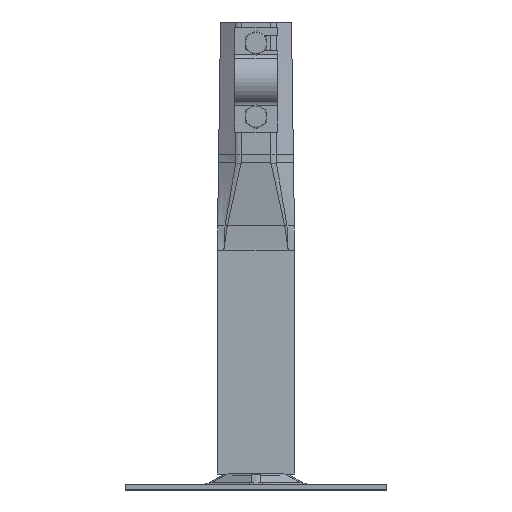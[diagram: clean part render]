
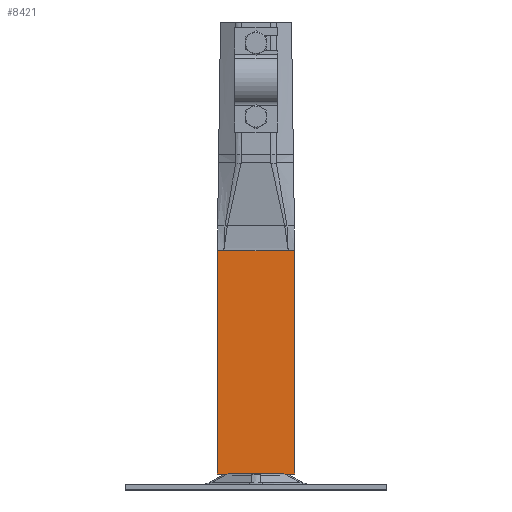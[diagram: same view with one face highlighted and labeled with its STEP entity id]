
A CAD part, top view. The second image highlights one B-rep face of the part: STEP entity #8421.
In plain terms, the highlighted face is planar.
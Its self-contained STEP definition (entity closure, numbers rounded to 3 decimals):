
#75 = VECTOR ( 'NONE', #6506, 1000. ) ;
#364 = ORIENTED_EDGE ( 'NONE', *, *, #2354, .T. ) ;
#598 = CARTESIAN_POINT ( 'NONE',  ( 0., 2., 14.75 ) ) ;
#679 = CARTESIAN_POINT ( 'NONE',  ( 85., 2., -12.25 ) ) ;
#971 = LINE ( 'NONE', #3649, #4112 ) ;
#1006 = CARTESIAN_POINT ( 'NONE',  ( 85., 2., 12.25 ) ) ;
#1042 = DIRECTION ( 'NONE',  ( 0., 0., -1. ) ) ;
#1116 = VERTEX_POINT ( 'NONE', #1006 ) ;
#1198 = FACE_OUTER_BOUND ( 'NONE', #3847, .T. ) ;
#1264 = VERTEX_POINT ( 'NONE', #6955 ) ;
#1939 = ORIENTED_EDGE ( 'NONE', *, *, #4887, .T. ) ;
#1984 = ORIENTED_EDGE ( 'NONE', *, *, #2293, .T. ) ;
#2047 = VERTEX_POINT ( 'NONE', #679 ) ;
#2227 = CARTESIAN_POINT ( 'NONE',  ( 85., 2., -12.25 ) ) ;
#2261 = CARTESIAN_POINT ( 'NONE',  ( 85., 2., 14.75 ) ) ;
#2271 = ORIENTED_EDGE ( 'NONE', *, *, #3276, .T. ) ;
#2293 = EDGE_CURVE ( 'NONE', #6368, #1116, #8510, .T. ) ;
#2322 = DIRECTION ( 'NONE',  ( -1., 0., 0. ) ) ;
#2354 = EDGE_CURVE ( 'NONE', #1264, #7417, #4299, .T. ) ;
#2379 = ORIENTED_EDGE ( 'NONE', *, *, #4363, .T. ) ;
#2518 = PLANE ( 'NONE',  #6431 ) ;
#2656 = DIRECTION ( 'NONE',  ( 0., 0., -1. ) ) ;
#2684 = VECTOR ( 'NONE', #1042, 1000. ) ;
#3234 = VECTOR ( 'NONE', #6251, 1000. ) ;
#3276 = EDGE_CURVE ( 'NONE', #2047, #5382, #7431, .T. ) ;
#3649 = CARTESIAN_POINT ( 'NONE',  ( 0., 2., -14.75 ) ) ;
#3659 = DIRECTION ( 'NONE',  ( 0., 0., 1. ) ) ;
#3847 = EDGE_LOOP ( 'NONE', ( #1984, #5942, #2271, #1939, #364, #2379 ) ) ;
#3854 = VECTOR ( 'NONE', #3659, 1000. ) ;
#3957 = CARTESIAN_POINT ( 'NONE',  ( 85., 2., 14.75 ) ) ;
#4112 = VECTOR ( 'NONE', #2322, 1000. ) ;
#4299 = LINE ( 'NONE', #7875, #3854 ) ;
#4363 = EDGE_CURVE ( 'NONE', #7417, #6368, #6841, .T. ) ;
#4480 = LINE ( 'NONE', #2227, #7077 ) ;
#4887 = EDGE_CURVE ( 'NONE', #5382, #1264, #971, .T. ) ;
#5382 = VERTEX_POINT ( 'NONE', #6309 ) ;
#5885 = CARTESIAN_POINT ( 'NONE',  ( 0., 2., 14.75 ) ) ;
#5942 = ORIENTED_EDGE ( 'NONE', *, *, #6074, .F. ) ;
#6074 = EDGE_CURVE ( 'NONE', #2047, #1116, #4480, .T. ) ;
#6251 = DIRECTION ( 'NONE',  ( 1., 0., 0. ) ) ;
#6309 = CARTESIAN_POINT ( 'NONE',  ( 85., 2., -14.75 ) ) ;
#6330 = CARTESIAN_POINT ( 'NONE',  ( 85., 2., 14.75 ) ) ;
#6368 = VERTEX_POINT ( 'NONE', #2261 ) ;
#6431 = AXIS2_PLACEMENT_3D ( 'NONE', #8873, #8144, #2656 ) ;
#6506 = DIRECTION ( 'NONE',  ( 0., 0., -1. ) ) ;
#6841 = LINE ( 'NONE', #598, #3234 ) ;
#6955 = CARTESIAN_POINT ( 'NONE',  ( 0., 2., -14.75 ) ) ;
#7077 = VECTOR ( 'NONE', #7268, 1000. ) ;
#7268 = DIRECTION ( 'NONE',  ( 0., 0., 1. ) ) ;
#7417 = VERTEX_POINT ( 'NONE', #5885 ) ;
#7431 = LINE ( 'NONE', #3957, #2684 ) ;
#7875 = CARTESIAN_POINT ( 'NONE',  ( 0., 2., 14.75 ) ) ;
#8144 = DIRECTION ( 'NONE',  ( 0., -1., 0. ) ) ;
#8421 = ADVANCED_FACE ( 'NONE', ( #1198 ), #2518, .F. ) ;
#8510 = LINE ( 'NONE', #6330, #75 ) ;
#8873 = CARTESIAN_POINT ( 'NONE',  ( 0., 2., 0. ) ) ;
